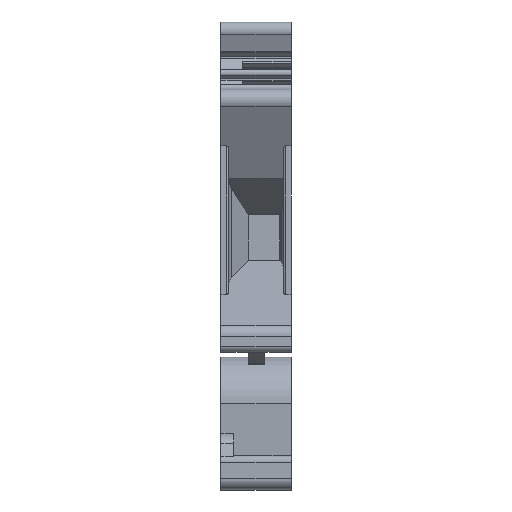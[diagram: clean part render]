
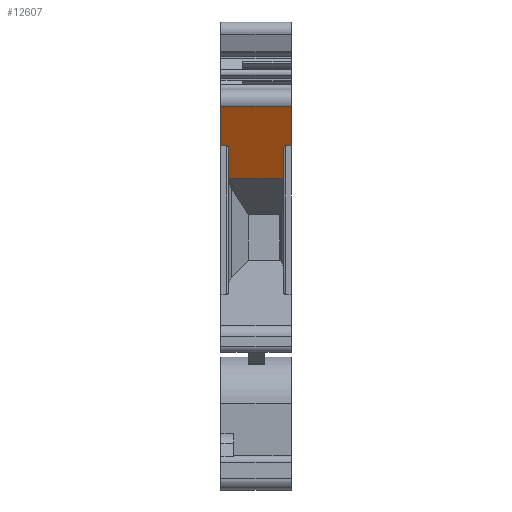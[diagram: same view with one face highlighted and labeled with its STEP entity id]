
A CAD part, left-side view. The second image highlights one B-rep face of the part: STEP entity #12607.
In plain terms, the highlighted planar face has unit normal (-0.867, 0, -0.498).
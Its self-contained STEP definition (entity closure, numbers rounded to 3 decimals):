
#2993=CARTESIAN_POINT('',(-15.71,0.,37.696));
#2994=VERTEX_POINT('',#2993);
#3001=CARTESIAN_POINT('',(-17.709,0.,41.18));
#3002=VERTEX_POINT('',#3001);
#3003=CARTESIAN_POINT('',(-15.71,0.,37.696));
#3004=DIRECTION('',(-0.498,0.,0.867));
#3005=VECTOR('',#3004,4.017);
#3006=LINE('',#3003,#3005);
#3007=EDGE_CURVE('',#2994,#3002,#3006,.T.);
#6632=CARTESIAN_POINT('',(-15.71,-6.207,37.696));
#6633=VERTEX_POINT('',#6632);
#6640=CARTESIAN_POINT('',(-17.709,-6.207,41.18));
#6641=VERTEX_POINT('',#6640);
#6642=CARTESIAN_POINT('',(-17.709,-6.207,41.18));
#6643=DIRECTION('',(0.498,0.,-0.867));
#6644=VECTOR('',#6643,4.017);
#6645=LINE('',#6642,#6644);
#6646=EDGE_CURVE('',#6641,#6633,#6645,.T.);
#12531=CARTESIAN_POINT('',(-17.709,0.,41.18));
#12532=DIRECTION('',(0.,-1.,0.));
#12533=VECTOR('',#12532,6.207);
#12534=LINE('',#12531,#12533);
#12535=EDGE_CURVE('',#3002,#6641,#12534,.T.);
#12541=CARTESIAN_POINT('',(-15.886,-3.103,38.004));
#12542=DIRECTION('',(-0.498,0.,0.867));
#12543=DIRECTION('',(-0.867,0.,-0.498));
#12544=AXIS2_PLACEMENT_3D('',#12541,#12543,#12542);
#12545=PLANE('',#12544);
#12546=ORIENTED_EDGE('',*,*,#6646,.F.);
#12547=ORIENTED_EDGE('',*,*,#12535,.F.);
#12548=ORIENTED_EDGE('',*,*,#3007,.F.);
#12549=CARTESIAN_POINT('',(-15.71,-0.515,37.696));
#12550=VERTEX_POINT('',#12549);
#12551=CARTESIAN_POINT('',(-15.71,-0.515,37.696));
#12552=DIRECTION('',(0.,1.,0.));
#12553=VECTOR('',#12552,0.515);
#12554=LINE('',#12551,#12553);
#12555=EDGE_CURVE('',#12550,#2994,#12554,.T.);
#12556=ORIENTED_EDGE('E923',*,*,#12555,.F.);
#12557=CARTESIAN_POINT('',(-15.511,-0.714,37.35));
#12558=VERTEX_POINT('',#12557);
#12559=CARTESIAN_POINT('',(-15.71,-0.515,37.696));
#12560=CARTESIAN_POINT('',(-15.71,-0.632,37.696));
#12561=CARTESIAN_POINT('',(-15.628,-0.714,37.553));
#12562=CARTESIAN_POINT('',(-15.511,-0.714,37.35));
#12563=(BOUNDED_CURVE()B_SPLINE_CURVE(3,(#12559,#12560,#12561,#12562),.UNSPECIFIED.,.F.,.U.)B_SPLINE_CURVE_WITH_KNOTS((4,4),(0.,1.),.UNSPECIFIED.)CURVE()GEOMETRIC_REPRESENTATION_ITEM()RATIONAL_B_SPLINE_CURVE((1.,0.805,0.805,1.))REPRESENTATION_ITEM(''));
#12564=EDGE_CURVE('',#12550,#12558,#12563,.T.);
#12565=ORIENTED_EDGE('E924',*,*,#12564,.T.);
#12566=CARTESIAN_POINT('',(-14.063,-0.714,34.827));
#12567=VERTEX_POINT('',#12566);
#12568=CARTESIAN_POINT('',(-14.063,-0.714,34.827));
#12569=DIRECTION('',(-0.498,0.,0.867));
#12570=VECTOR('',#12569,2.909);
#12571=LINE('',#12568,#12570);
#12572=EDGE_CURVE('',#12567,#12558,#12571,.T.);
#12573=ORIENTED_EDGE('E925',*,*,#12572,.F.);
#12574=CARTESIAN_POINT('',(-14.063,-5.492,34.827));
#12575=VERTEX_POINT('',#12574);
#12576=CARTESIAN_POINT('',(-14.063,-5.492,34.827));
#12577=DIRECTION('',(0.,1.,0.));
#12578=VECTOR('',#12577,4.778);
#12579=LINE('',#12576,#12578);
#12580=EDGE_CURVE('',#12575,#12567,#12579,.T.);
#12581=ORIENTED_EDGE('E926',*,*,#12580,.F.);
#12582=CARTESIAN_POINT('',(-15.511,-5.492,37.35));
#12583=VERTEX_POINT('',#12582);
#12584=CARTESIAN_POINT('',(-15.511,-5.492,37.35));
#12585=DIRECTION('',(0.498,0.,-0.867));
#12586=VECTOR('',#12585,2.909);
#12587=LINE('',#12584,#12586);
#12588=EDGE_CURVE('',#12583,#12575,#12587,.T.);
#12589=ORIENTED_EDGE('E927',*,*,#12588,.F.);
#12590=CARTESIAN_POINT('',(-15.71,-5.691,37.696));
#12591=VERTEX_POINT('',#12590);
#12592=CARTESIAN_POINT('',(-15.511,-5.492,37.35));
#12593=CARTESIAN_POINT('',(-15.628,-5.492,37.553));
#12594=CARTESIAN_POINT('',(-15.71,-5.575,37.696));
#12595=CARTESIAN_POINT('',(-15.71,-5.691,37.696));
#12596=(BOUNDED_CURVE()B_SPLINE_CURVE(3,(#12592,#12593,#12594,#12595),.UNSPECIFIED.,.F.,.U.)B_SPLINE_CURVE_WITH_KNOTS((4,4),(0.,1.),.UNSPECIFIED.)CURVE()GEOMETRIC_REPRESENTATION_ITEM()RATIONAL_B_SPLINE_CURVE((1.,0.805,0.805,1.))REPRESENTATION_ITEM(''));
#12597=EDGE_CURVE('',#12583,#12591,#12596,.T.);
#12598=ORIENTED_EDGE('E928',*,*,#12597,.T.);
#12599=CARTESIAN_POINT('',(-15.71,-6.207,37.696));
#12600=DIRECTION('',(0.,1.,0.));
#12601=VECTOR('',#12600,0.516);
#12602=LINE('',#12599,#12601);
#12603=EDGE_CURVE('',#6633,#12591,#12602,.T.);
#12604=ORIENTED_EDGE('E929',*,*,#12603,.F.);
#12605=EDGE_LOOP('',(#12546,#12547,#12548,#12556,#12565,#12573,#12581,#12589,#12598,#12604));
#12606=FACE_OUTER_BOUND('',#12605,.T.);
#12607=ADVANCED_FACE('F347',(#12606),#12545,.T.);
